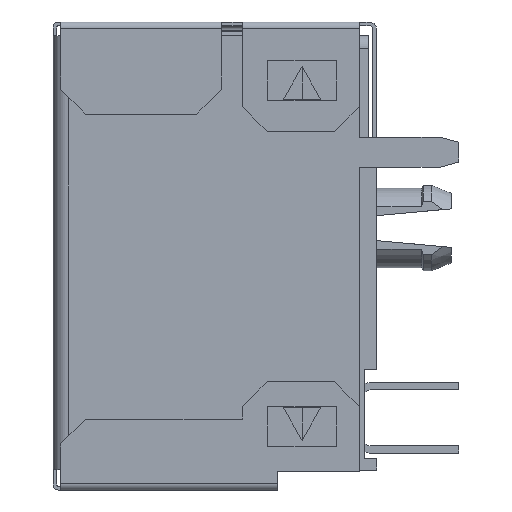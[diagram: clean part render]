
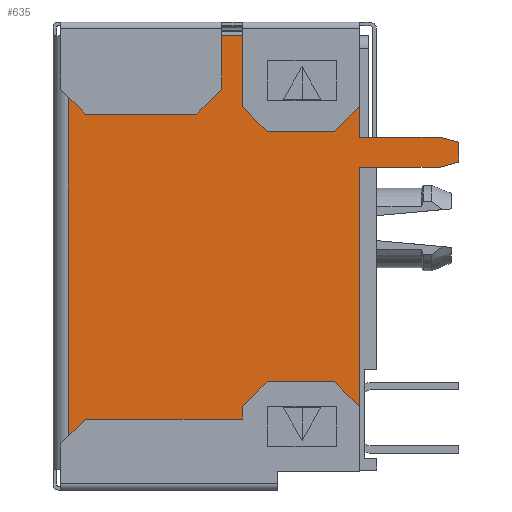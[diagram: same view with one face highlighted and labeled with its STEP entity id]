
A CAD part, left-side view. The second image highlights one B-rep face of the part: STEP entity #635.
In plain terms, the highlighted planar face has unit normal (-1, 0, 0).
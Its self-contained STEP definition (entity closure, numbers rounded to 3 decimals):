
#635=ADVANCED_FACE('',(#1884,#1885,#1886),#1887,.T.);
#1884=FACE_OUTER_BOUND('',#3209,.T.);
#1885=FACE_BOUND('',#3210,.T.);
#1886=FACE_BOUND('',#3211,.T.);
#1887=PLANE('',#3212);
#3209=EDGE_LOOP('',(#8299,#8300,#8301,#8302,#8303,#8304,#8305,#8306,#8307,#8308));
#3210=EDGE_LOOP('',(#8309,#8310,#8311,#8312));
#3211=EDGE_LOOP('',(#8313,#8314,#8315,#8316));
#3212=AXIS2_PLACEMENT_3D('',#8317,#8318,#8319);
#8299=ORIENTED_EDGE('',*,*,#10554,.T.);
#8300=ORIENTED_EDGE('',*,*,#10555,.T.);
#8301=ORIENTED_EDGE('',*,*,#10556,.F.);
#8302=ORIENTED_EDGE('',*,*,#10557,.T.);
#8303=ORIENTED_EDGE('',*,*,#8901,.T.);
#8304=ORIENTED_EDGE('',*,*,#10553,.F.);
#8305=ORIENTED_EDGE('',*,*,#10558,.F.);
#8306=ORIENTED_EDGE('',*,*,#10559,.T.);
#8307=ORIENTED_EDGE('',*,*,#10560,.T.);
#8308=ORIENTED_EDGE('',*,*,#10561,.T.);
#8309=ORIENTED_EDGE('',*,*,#10562,.T.);
#8310=ORIENTED_EDGE('',*,*,#10563,.T.);
#8311=ORIENTED_EDGE('',*,*,#10564,.T.);
#8312=ORIENTED_EDGE('',*,*,#10565,.T.);
#8313=ORIENTED_EDGE('',*,*,#10566,.T.);
#8314=ORIENTED_EDGE('',*,*,#10567,.T.);
#8315=ORIENTED_EDGE('',*,*,#10568,.T.);
#8316=ORIENTED_EDGE('',*,*,#10569,.T.);
#8317=CARTESIAN_POINT('',(-7.95,12.4,0.0));
#8318=DIRECTION('',(-1.0,0.0,0.0));
#8319=DIRECTION('',(0.0,0.0,1.0));
#8901=EDGE_CURVE('',#10797,#10794,#10798,.T.);
#10553=EDGE_CURVE('',#13548,#10794,#13550,.T.);
#10554=EDGE_CURVE('',#13551,#13552,#13553,.T.);
#10555=EDGE_CURVE('',#13552,#13554,#13555,.T.);
#10556=EDGE_CURVE('',#13556,#13554,#13557,.T.);
#10557=EDGE_CURVE('',#13556,#10797,#13558,.T.);
#10558=EDGE_CURVE('',#13559,#13548,#13560,.T.);
#10559=EDGE_CURVE('',#13559,#13561,#13562,.T.);
#10560=EDGE_CURVE('',#13561,#13563,#13564,.T.);
#10561=EDGE_CURVE('',#13563,#13551,#13565,.T.);
#10562=EDGE_CURVE('',#13566,#13567,#13568,.T.);
#10563=EDGE_CURVE('',#13567,#13569,#13570,.T.);
#10564=EDGE_CURVE('',#13569,#13571,#13572,.T.);
#10565=EDGE_CURVE('',#13571,#13566,#13573,.T.);
#10566=EDGE_CURVE('',#13574,#13575,#13576,.T.);
#10567=EDGE_CURVE('',#13575,#13577,#13578,.T.);
#10568=EDGE_CURVE('',#13577,#13579,#13580,.T.);
#10569=EDGE_CURVE('',#13579,#13574,#13581,.T.);
#10794=VERTEX_POINT('',#13786);
#10797=VERTEX_POINT('',#13789);
#10798=LINE('',#13790,#13791);
#13548=VERTEX_POINT('',#17964);
#13550=LINE('',#17966,#17967);
#13551=VERTEX_POINT('',#17968);
#13552=VERTEX_POINT('',#17969);
#13553=LINE('',#17970,#17971);
#13554=VERTEX_POINT('',#17972);
#13555=LINE('',#17973,#17974);
#13556=VERTEX_POINT('',#17975);
#13557=LINE('',#17976,#17977);
#13558=LINE('',#17978,#17979);
#13559=VERTEX_POINT('',#17980);
#13560=LINE('',#17981,#17982);
#13561=VERTEX_POINT('',#17983);
#13562=LINE('',#17984,#17985);
#13563=VERTEX_POINT('',#17986);
#13564=LINE('',#17987,#17988);
#13565=LINE('',#17989,#17990);
#13566=VERTEX_POINT('',#17991);
#13567=VERTEX_POINT('',#17992);
#13568=LINE('',#17993,#17994);
#13569=VERTEX_POINT('',#17995);
#13570=LINE('',#17996,#17997);
#13571=VERTEX_POINT('',#17998);
#13572=LINE('',#17999,#18000);
#13573=LINE('',#18001,#18002);
#13574=VERTEX_POINT('',#18003);
#13575=VERTEX_POINT('',#18004);
#13576=LINE('',#18005,#18006);
#13577=VERTEX_POINT('',#18007);
#13578=LINE('',#18008,#18009);
#13579=VERTEX_POINT('',#18010);
#13580=LINE('',#18011,#18012);
#13581=LINE('',#18013,#18014);
#13786=CARTESIAN_POINT('',(-7.95,12.4,0.0));
#13789=CARTESIAN_POINT('',(-7.95,0.7,0.0));
#13790=CARTESIAN_POINT('',(-7.95,0.7,0.0));
#13791=VECTOR('',#18325,11.7);
#17964=CARTESIAN_POINT('',(-7.95,12.4,-17.43));
#17966=CARTESIAN_POINT('',(-7.95,12.4,-17.43));
#17967=VECTOR('',#20565,17.43);
#17968=CARTESIAN_POINT('',(-7.95,-3.3,-5.08));
#17969=CARTESIAN_POINT('',(-7.95,-3.3,-4.28));
#17970=CARTESIAN_POINT('',(-7.95,-3.3,-5.08));
#17971=VECTOR('',#20566,0.8);
#17972=CARTESIAN_POINT('',(-7.95,-2.55,-4.08));
#17973=CARTESIAN_POINT('',(-7.95,-3.3,-4.28));
#17974=VECTOR('',#20567,0.776);
#17975=CARTESIAN_POINT('',(-7.95,0.7,-4.08));
#17976=CARTESIAN_POINT('',(-7.95,0.7,-4.08));
#17977=VECTOR('',#20568,3.25);
#17978=CARTESIAN_POINT('',(-7.95,0.7,-4.08));
#17979=VECTOR('',#20569,4.08);
#17980=CARTESIAN_POINT('',(-7.95,0.7,-17.43));
#17981=CARTESIAN_POINT('',(-7.95,0.7,-17.43));
#17982=VECTOR('',#20570,11.7);
#17983=CARTESIAN_POINT('',(-7.95,0.7,-5.28));
#17984=CARTESIAN_POINT('',(-7.95,0.7,-17.43));
#17985=VECTOR('',#20571,12.15);
#17986=CARTESIAN_POINT('',(-7.95,-2.55,-5.28));
#17987=CARTESIAN_POINT('',(-7.95,0.7,-5.28));
#17988=VECTOR('',#20572,3.25);
#17989=CARTESIAN_POINT('',(-7.95,-2.55,-5.28));
#17990=VECTOR('',#20573,0.776);
#17991=CARTESIAN_POINT('',(-7.95,1.625,-1.0));
#17992=CARTESIAN_POINT('',(-7.95,1.625,-2.6));
#17993=CARTESIAN_POINT('',(-7.95,1.625,-1.0));
#17994=VECTOR('',#20574,1.6);
#17995=CARTESIAN_POINT('',(-7.95,4.375,-2.6));
#17996=CARTESIAN_POINT('',(-7.95,1.625,-2.6));
#17997=VECTOR('',#20575,2.75);
#17998=CARTESIAN_POINT('',(-7.95,4.375,-1.0));
#17999=CARTESIAN_POINT('',(-7.95,4.375,-2.6));
#18000=VECTOR('',#20576,1.6);
#18001=CARTESIAN_POINT('',(-7.95,4.375,-1.0));
#18002=VECTOR('',#20577,2.75);
#18003=CARTESIAN_POINT('',(-7.95,1.625,-14.9));
#18004=CARTESIAN_POINT('',(-7.95,1.625,-16.5));
#18005=CARTESIAN_POINT('',(-7.95,1.625,-14.9));
#18006=VECTOR('',#20578,1.6);
#18007=CARTESIAN_POINT('',(-7.95,4.375,-16.5));
#18008=CARTESIAN_POINT('',(-7.95,1.625,-16.5));
#18009=VECTOR('',#20579,2.75);
#18010=CARTESIAN_POINT('',(-7.95,4.375,-14.9));
#18011=CARTESIAN_POINT('',(-7.95,4.375,-16.5));
#18012=VECTOR('',#20580,1.6);
#18013=CARTESIAN_POINT('',(-7.95,4.375,-14.9));
#18014=VECTOR('',#20581,2.75);
#18325=DIRECTION('',(0.0,1.0,0.0));
#20565=DIRECTION('',(0.0,0.0,1.0));
#20566=DIRECTION('',(0.0,0.0,1.0));
#20567=DIRECTION('',(0.0,0.966,0.258));
#20568=DIRECTION('',(0.0,-1.0,0.0));
#20569=DIRECTION('',(0.0,0.0,1.0));
#20570=DIRECTION('',(0.0,1.0,0.0));
#20571=DIRECTION('',(0.0,0.0,1.0));
#20572=DIRECTION('',(0.0,-1.0,0.0));
#20573=DIRECTION('',(0.0,-0.966,0.258));
#20574=DIRECTION('',(0.0,0.0,-1.0));
#20575=DIRECTION('',(0.0,1.0,0.0));
#20576=DIRECTION('',(0.0,0.0,1.0));
#20577=DIRECTION('',(0.0,-1.0,0.0));
#20578=DIRECTION('',(0.0,0.0,-1.0));
#20579=DIRECTION('',(0.0,1.0,0.0));
#20580=DIRECTION('',(0.0,0.0,1.0));
#20581=DIRECTION('',(0.0,-1.0,0.0));
